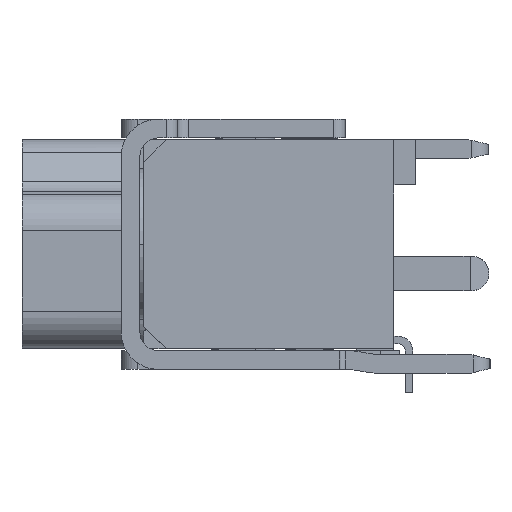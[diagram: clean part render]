
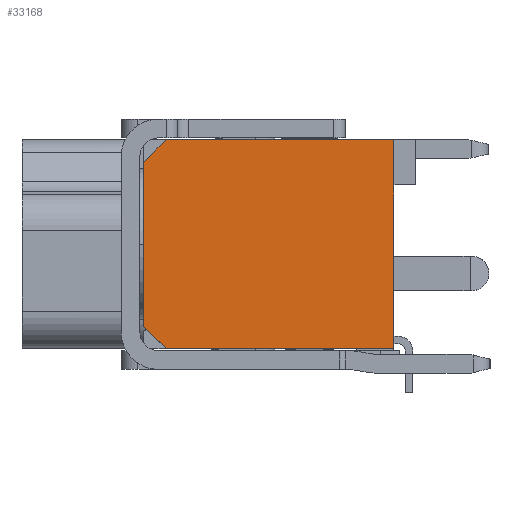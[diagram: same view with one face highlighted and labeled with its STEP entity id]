
A CAD part, left-side view. The second image highlights one B-rep face of the part: STEP entity #33168.
In plain terms, the highlighted planar face has unit normal (-1, 0, 0).
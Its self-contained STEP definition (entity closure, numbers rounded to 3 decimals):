
#2025=DIRECTION('',(0.,-1.,0.));
#2026=VECTOR('',#2025,6.05);
#2027=CARTESIAN_POINT('',(-14.05,6.05,-2.775));
#2028=LINE('5308',#2027,#2026);
#8385=DIRECTION('',(0.,0.,-1.));
#8386=VECTOR('',#8385,4.35);
#8387=CARTESIAN_POINT('',(-14.05,6.65,2.175));
#8388=LINE('5073',#8387,#8386);
#8439=DIRECTION('',(0.,0.707,0.707));
#8440=VECTOR('',#8439,0.849);
#8441=CARTESIAN_POINT('',(-14.05,6.05,-2.775));
#8442=LINE('5702',#8441,#8440);
#8443=DIRECTION('',(0.,-0.707,0.707));
#8444=VECTOR('',#8443,0.849);
#8445=CARTESIAN_POINT('',(-14.05,6.65,2.175));
#8446=LINE('5701',#8445,#8444);
#8447=DIRECTION('',(0.,-1.,0.));
#8448=VECTOR('',#8447,6.05);
#8449=CARTESIAN_POINT('',(-14.05,6.05,2.775));
#8450=LINE('5266',#8449,#8448);
#8451=DIRECTION('',(0.,0.,-1.));
#8452=VECTOR('',#8451,5.55);
#8453=CARTESIAN_POINT('',(-14.05,0.,2.775));
#8454=LINE('5119',#8453,#8452);
#17587=CARTESIAN_POINT('',(-14.05,6.65,2.175));
#17588=VERTEX_POINT('',#17587);
#17589=CARTESIAN_POINT('',(-14.05,6.65,-2.175));
#17590=VERTEX_POINT('',#17589);
#17677=CARTESIAN_POINT('',(-14.05,0.,-2.775));
#17678=VERTEX_POINT('',#17677);
#17679=CARTESIAN_POINT('',(-14.05,0.,2.775));
#17680=VERTEX_POINT('',#17679);
#17891=CARTESIAN_POINT('',(-14.05,6.05,2.775));
#17892=VERTEX_POINT('',#17891);
#17957=CARTESIAN_POINT('',(-14.05,6.05,-2.775));
#17958=VERTEX_POINT('',#17957);
#33154=CARTESIAN_POINT('',(-14.05,0.,-2.775));
#33155=DIRECTION('',(-1.,0.,0.));
#33156=DIRECTION('',(0.,0.,1.));
#33157=AXIS2_PLACEMENT_3D('',#33154,#33155,#33156);
#33158=PLANE('3798',#33157);
#33160=ORIENTED_EDGE('5702',*,*,#33159,.T.);
#33161=ORIENTED_EDGE('5073',*,*,#33091,.F.);
#33162=ORIENTED_EDGE('5701',*,*,#33149,.T.);
#33163=ORIENTED_EDGE('5266',*,*,#23583,.T.);
#33164=ORIENTED_EDGE('5119',*,*,#23963,.T.);
#33165=ORIENTED_EDGE('5308',*,*,#24393,.F.);
#33166=EDGE_LOOP('3798',(#33160,#33161,#33162,#33163,#33164,#33165));
#33167=FACE_OUTER_BOUND('3798',#33166,.F.);
#33168=ADVANCED_FACE('3798',(#33167),#33158,.T.);
#23583=EDGE_CURVE('5266',#17892,#17680,#8450,.T.);
#23963=EDGE_CURVE('5119',#17680,#17678,#8454,.T.);
#24393=EDGE_CURVE('5308',#17958,#17678,#2028,.T.);
#33091=EDGE_CURVE('5073',#17588,#17590,#8388,.T.);
#33149=EDGE_CURVE('5701',#17588,#17892,#8446,.T.);
#33159=EDGE_CURVE('5702',#17958,#17590,#8442,.T.);
